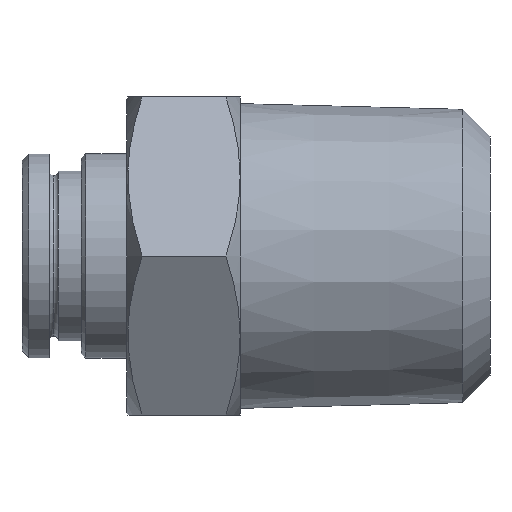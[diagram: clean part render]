
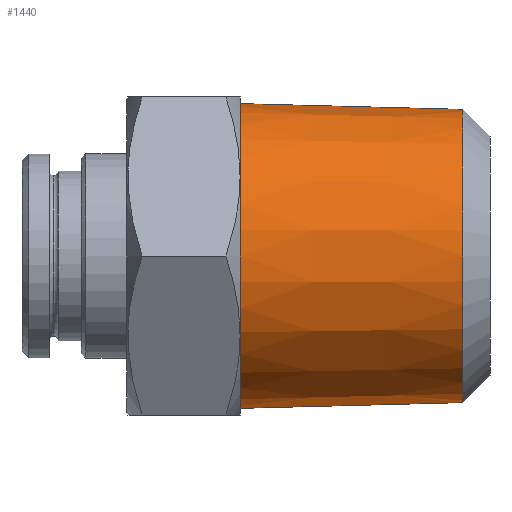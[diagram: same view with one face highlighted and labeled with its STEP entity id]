
A CAD part, left-side view. The second image highlights one B-rep face of the part: STEP entity #1440.
In plain terms, the highlighted conical face has half-angle 1.47 degrees and reference radius 6.707 mm.
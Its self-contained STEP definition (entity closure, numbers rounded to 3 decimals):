
#99 = VERTEX_POINT ( 'NONE', #513 ) ;
#101 = VERTEX_POINT ( 'NONE', #464 ) ;
#102 = VERTEX_POINT ( 'NONE', #533 ) ;
#105 = EDGE_CURVE ( 'NONE', #102, #99, #468, .T. ) ;
#194 = EDGE_CURVE ( 'NONE', #101, #198, #679, .T. ) ;
#198 = VERTEX_POINT ( 'NONE', #669 ) ;
#464 = CARTESIAN_POINT ( 'NONE',  ( 0., 1.2, 6.455 ) ) ;
#468 = LINE ( 'NONE', #524, #523 ) ;
#513 = CARTESIAN_POINT ( 'NONE',  ( 0., 11., -6.707 ) ) ;
#522 = DIRECTION ( 'NONE',  ( 0., 1., -0.026 ) ) ;
#523 = VECTOR ( 'NONE', #522, 1000. ) ;
#524 = CARTESIAN_POINT ( 'NONE',  ( 0., 11., -6.707 ) ) ;
#533 = CARTESIAN_POINT ( 'NONE',  ( 0., 1.2, -6.455 ) ) ;
#669 = CARTESIAN_POINT ( 'NONE',  ( 0., 11., 6.707 ) ) ;
#676 = DIRECTION ( 'NONE',  ( 0., 1., 0.026 ) ) ;
#677 = VECTOR ( 'NONE', #676, 1000. ) ;
#678 = CARTESIAN_POINT ( 'NONE',  ( 0., 11., 6.707 ) ) ;
#679 = LINE ( 'NONE', #678, #677 ) ;
#841 = DIRECTION ( 'NONE',  ( 0., 0., 1. ) ) ;
#842 = DIRECTION ( 'NONE',  ( 0., 1., 0. ) ) ;
#851 = CARTESIAN_POINT ( 'NONE',  ( 0., 11., 0. ) ) ;
#852 = AXIS2_PLACEMENT_3D ( 'NONE', #851, #842, #841 ) ;
#853 = CONICAL_SURFACE ( 'NONE', #852, 6.707, 0.026 ) ;
#855 = FACE_OUTER_BOUND ( 'NONE', #1445, .T. ) ;
#872 = DIRECTION ( 'NONE',  ( 0., 0., -1. ) ) ;
#873 = DIRECTION ( 'NONE',  ( 0., -1., 0. ) ) ;
#874 = AXIS2_PLACEMENT_3D ( 'NONE', #878, #873, #872 ) ;
#875 = CIRCLE ( 'NONE', #874, 6.707 ) ;
#878 = CARTESIAN_POINT ( 'NONE',  ( 0., 11., 0. ) ) ;
#910 = DIRECTION ( 'NONE',  ( 0., 0., -1. ) ) ;
#911 = DIRECTION ( 'NONE',  ( 0., -1., 0. ) ) ;
#912 = CARTESIAN_POINT ( 'NONE',  ( 0., 1.2, 0. ) ) ;
#913 = AXIS2_PLACEMENT_3D ( 'NONE', #912, #911, #910 ) ;
#914 = CIRCLE ( 'NONE', #913, 6.455 ) ;
#1430 = ORIENTED_EDGE ( 'NONE', *, *, #194, .T. ) ;
#1431 = ORIENTED_EDGE ( 'NONE', *, *, #1432, .T. ) ;
#1432 = EDGE_CURVE ( 'NONE', #198, #99, #875, .T. ) ;
#1440 = ADVANCED_FACE ( 'NONE', ( #855 ), #853, .T. ) ;
#1441 = ORIENTED_EDGE ( 'NONE', *, *, #105, .F. ) ;
#1444 = EDGE_CURVE ( 'NONE', #101, #102, #914, .T. ) ;
#1445 = EDGE_LOOP ( 'NONE', ( #1441, #1671, #1430, #1431 ) ) ;
#1671 = ORIENTED_EDGE ( 'NONE', *, *, #1444, .F. ) ;
